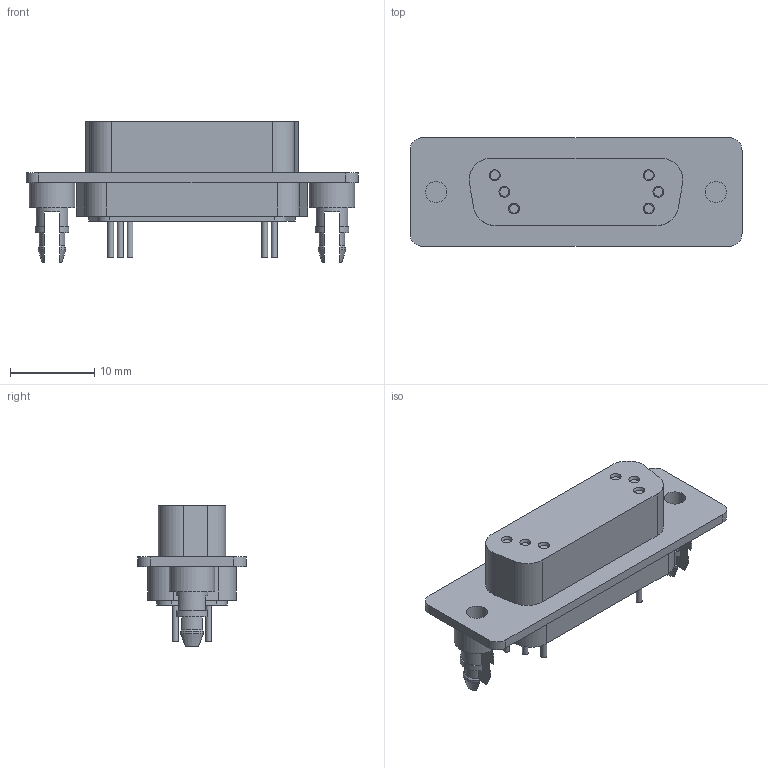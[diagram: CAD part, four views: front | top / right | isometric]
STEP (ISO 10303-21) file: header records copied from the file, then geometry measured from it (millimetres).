
FILE_DESCRIPTION(('FreeCAD Model'),'2;1');
FILE_NAME('HARTING_09_56_251_5512.step', '2019-11-08T13:25:10',('kicad StepUp'),('ksu MCAD'), 'Open CASCADE STEP processor 7.3','FreeCAD','Unknown');
FILE_SCHEMA(('AUTOMOTIVE_DESIGN { 1 0 10303 214 1 1 1 1 }'));
Length unit declared in the file: millimetre
Products named in the file (1): HARTING_09_56_251_5512
Bounding box: 39.5 x 12.93 x 16.75 mm (x, y, z)
Volume: 3144.7 mm3; surface area: 2210.6 mm2
Topology: 1 solids, 1 shells, 109 faces, 272 edges, 186 vertices
Faces by surface type: plane 55, cylinder 40, cone 14
Full cylindrical faces by diameter (mm): 0.7 x6, 2.52 x2, 3.786 x2, 5.43 x2
Entity records: 4067 total; most frequent: CARTESIAN_POINT 618, DIRECTION 576, ORIENTED_EDGE 544, EDGE_CURVE 272, AXIS2_PLACEMENT_3D 228, VERTEX_POINT 186, FACE_BOUND 130, EDGE_LOOP 130
